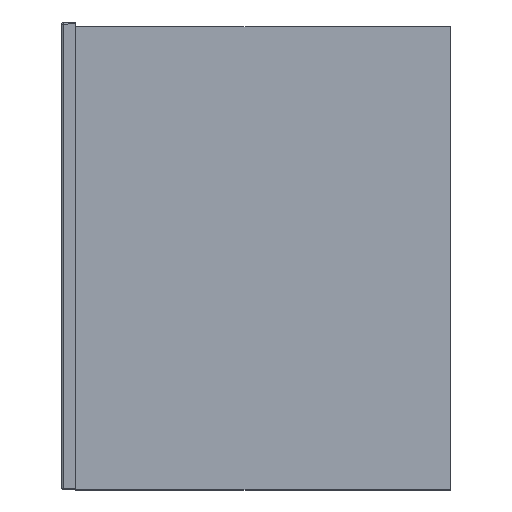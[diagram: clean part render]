
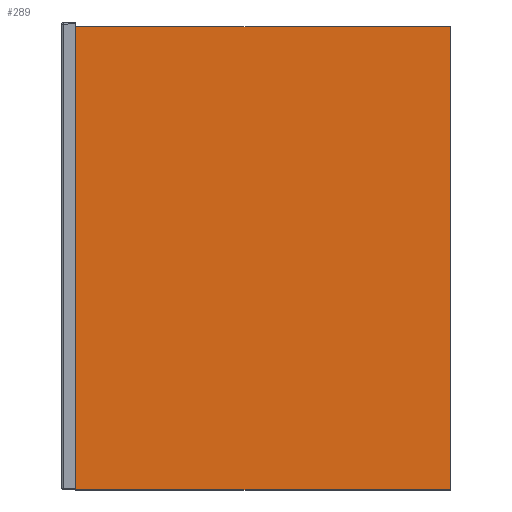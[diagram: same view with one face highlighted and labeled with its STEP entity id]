
A CAD part, left-side view. The second image highlights one B-rep face of the part: STEP entity #289.
In plain terms, the highlighted face is planar.
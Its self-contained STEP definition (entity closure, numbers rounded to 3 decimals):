
#289 = ADVANCED_FACE ( 'NONE', ( #15754 ), #2463, .F. ) ;
#564 = ORIENTED_EDGE ( 'NONE', *, *, #15103, .T. ) ;
#979 = DIRECTION ( 'NONE',  ( 1., 0., 0. ) ) ;
#1149 = VERTEX_POINT ( 'NONE', #15603 ) ;
#1589 = LINE ( 'NONE', #10542, #18313 ) ;
#1879 = CARTESIAN_POINT ( 'NONE',  ( 247.5, -200., 33. ) ) ;
#2220 = LINE ( 'NONE', #10177, #15841 ) ;
#2463 = PLANE ( 'NONE',  #8475 ) ;
#4217 = CARTESIAN_POINT ( 'NONE',  ( 247.5, 200., 33. ) ) ;
#4798 = VECTOR ( 'NONE', #979, 1000. ) ;
#5035 = DIRECTION ( 'NONE',  ( 0., 1., 0. ) ) ;
#5607 = EDGE_LOOP ( 'NONE', ( #13546, #564, #11129, #14039 ) ) ;
#6148 = EDGE_CURVE ( 'NONE', #11413, #1149, #1589, .T. ) ;
#6515 = VERTEX_POINT ( 'NONE', #1879 ) ;
#6680 = EDGE_CURVE ( 'NONE', #1149, #6515, #11412, .T. ) ;
#8450 = CARTESIAN_POINT ( 'NONE',  ( -247.5, -200., 33. ) ) ;
#8475 = AXIS2_PLACEMENT_3D ( 'NONE', #9741, #12890, #11228 ) ;
#8761 = DIRECTION ( 'NONE',  ( 0., -1., 0. ) ) ;
#9741 = CARTESIAN_POINT ( 'NONE',  ( 0., 0., 33. ) ) ;
#10177 = CARTESIAN_POINT ( 'NONE',  ( -247.5, 200., 33. ) ) ;
#10542 = CARTESIAN_POINT ( 'NONE',  ( -247.5, 200., 33. ) ) ;
#11046 = CARTESIAN_POINT ( 'NONE',  ( -247.5, 200., 33. ) ) ;
#11129 = ORIENTED_EDGE ( 'NONE', *, *, #6148, .T. ) ;
#11228 = DIRECTION ( 'NONE',  ( 1., 0., 0. ) ) ;
#11245 = LINE ( 'NONE', #14012, #19306 ) ;
#11354 = EDGE_CURVE ( 'NONE', #6515, #18710, #11245, .T. ) ;
#11412 = LINE ( 'NONE', #8450, #4798 ) ;
#11413 = VERTEX_POINT ( 'NONE', #11046 ) ;
#12890 = DIRECTION ( 'NONE',  ( 0., 0., -1. ) ) ;
#13546 = ORIENTED_EDGE ( 'NONE', *, *, #11354, .T. ) ;
#14012 = CARTESIAN_POINT ( 'NONE',  ( 247.5, 200., 33. ) ) ;
#14039 = ORIENTED_EDGE ( 'NONE', *, *, #6680, .T. ) ;
#15103 = EDGE_CURVE ( 'NONE', #18710, #11413, #2220, .T. ) ;
#15603 = CARTESIAN_POINT ( 'NONE',  ( -247.5, -200., 33. ) ) ;
#15754 = FACE_OUTER_BOUND ( 'NONE', #5607, .T. ) ;
#15841 = VECTOR ( 'NONE', #17667, 1000. ) ;
#17667 = DIRECTION ( 'NONE',  ( -1., 0., 0. ) ) ;
#18313 = VECTOR ( 'NONE', #8761, 1000. ) ;
#18710 = VERTEX_POINT ( 'NONE', #4217 ) ;
#19306 = VECTOR ( 'NONE', #5035, 1000. ) ;
